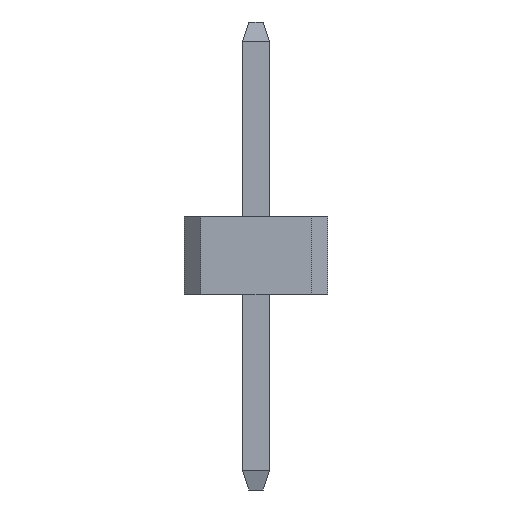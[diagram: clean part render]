
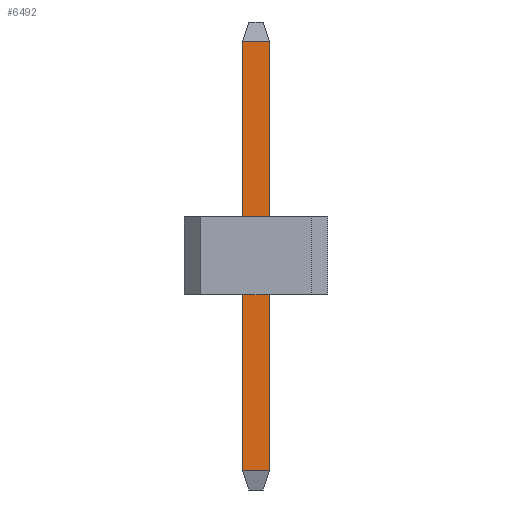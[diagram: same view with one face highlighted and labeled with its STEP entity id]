
A CAD part, front view. The second image highlights one B-rep face of the part: STEP entity #6492.
In plain terms, the highlighted face is planar.
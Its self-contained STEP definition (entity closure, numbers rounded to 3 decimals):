
#6139 = PLANE('',#6140);
#6140 = AXIS2_PLACEMENT_3D('',#6141,#6142,#6143);
#6141 = CARTESIAN_POINT('',(9.95,0.21,-3.));
#6142 = DIRECTION('',(0.,1.,0.));
#6143 = DIRECTION('',(1.,0.,0.));
#6164 = VERTEX_POINT('',#6165);
#6165 = CARTESIAN_POINT('',(10.37,0.21,3.9));
#6191 = EDGE_CURVE('',#6192,#6164,#6194,.T.);
#6192 = VERTEX_POINT('',#6193);
#6193 = CARTESIAN_POINT('',(10.37,0.21,-2.7));
#6194 = SURFACE_CURVE('',#6195,(#6199,#6206),.PCURVE_S1.);
#6195 = LINE('',#6196,#6197);
#6196 = CARTESIAN_POINT('',(10.37,0.21,-3.));
#6197 = VECTOR('',#6198,1.);
#6198 = DIRECTION('',(0.,0.,1.));
#6199 = PCURVE('',#6139,#6200);
#6200 = DEFINITIONAL_REPRESENTATION('',(#6201),#6205);
#6201 = LINE('',#6202,#6203);
#6202 = CARTESIAN_POINT('',(0.42,0.));
#6203 = VECTOR('',#6204,1.);
#6204 = DIRECTION('',(0.,-1.));
#6205 = ( GEOMETRIC_REPRESENTATION_CONTEXT(2) 
PARAMETRIC_REPRESENTATION_CONTEXT() REPRESENTATION_CONTEXT('2D SPACE',''
  ) );
#6206 = PCURVE('',#6207,#6212);
#6207 = PLANE('',#6208);
#6208 = AXIS2_PLACEMENT_3D('',#6209,#6210,#6211);
#6209 = CARTESIAN_POINT('',(10.37,0.21,-3.));
#6210 = DIRECTION('',(1.,0.,0.));
#6211 = DIRECTION('',(0.,-1.,0.));
#6212 = DEFINITIONAL_REPRESENTATION('',(#6213),#6217);
#6213 = LINE('',#6214,#6215);
#6214 = CARTESIAN_POINT('',(0.,0.));
#6215 = VECTOR('',#6216,1.);
#6216 = DIRECTION('',(0.,-1.));
#6217 = ( GEOMETRIC_REPRESENTATION_CONTEXT(2) 
PARAMETRIC_REPRESENTATION_CONTEXT() REPRESENTATION_CONTEXT('2D SPACE',''
  ) );
#6266 = PLANE('',#6267);
#6267 = AXIS2_PLACEMENT_3D('',#6268,#6269,#6270);
#6268 = CARTESIAN_POINT('',(10.37,-0.21,-3.));
#6269 = DIRECTION('',(0.,-1.,0.));
#6270 = DIRECTION('',(-1.,0.,0.));
#6374 = PLANE('',#6375);
#6375 = AXIS2_PLACEMENT_3D('',#6376,#6377,#6378);
#6376 = CARTESIAN_POINT('',(10.32,0.21,-2.85));
#6377 = DIRECTION('',(-0.949,0.,0.316
    ));
#6378 = DIRECTION('',(0.,1.,0.));
#6455 = PLANE('',#6456);
#6456 = AXIS2_PLACEMENT_3D('',#6457,#6458,#6459);
#6457 = CARTESIAN_POINT('',(10.32,0.21,4.05));
#6458 = DIRECTION('',(0.949,0.,0.316
    ));
#6459 = DIRECTION('',(0.,1.,0.));
#6492 = ADVANCED_FACE('',(#6493),#6207,.T.);
#6493 = FACE_BOUND('',#6494,.T.);
#6494 = EDGE_LOOP('',(#6495,#6496,#6519,#6542));
#6495 = ORIENTED_EDGE('',*,*,#6191,.T.);
#6496 = ORIENTED_EDGE('',*,*,#6497,.T.);
#6497 = EDGE_CURVE('',#6164,#6498,#6500,.T.);
#6498 = VERTEX_POINT('',#6499);
#6499 = CARTESIAN_POINT('',(10.37,-0.21,3.9));
#6500 = SURFACE_CURVE('',#6501,(#6505,#6512),.PCURVE_S1.);
#6501 = LINE('',#6502,#6503);
#6502 = CARTESIAN_POINT('',(10.37,0.21,3.9));
#6503 = VECTOR('',#6504,1.);
#6504 = DIRECTION('',(0.,-1.,0.));
#6505 = PCURVE('',#6207,#6506);
#6506 = DEFINITIONAL_REPRESENTATION('',(#6507),#6511);
#6507 = LINE('',#6508,#6509);
#6508 = CARTESIAN_POINT('',(0.,-6.9));
#6509 = VECTOR('',#6510,1.);
#6510 = DIRECTION('',(1.,0.));
#6511 = ( GEOMETRIC_REPRESENTATION_CONTEXT(2) 
PARAMETRIC_REPRESENTATION_CONTEXT() REPRESENTATION_CONTEXT('2D SPACE',''
  ) );
#6512 = PCURVE('',#6455,#6513);
#6513 = DEFINITIONAL_REPRESENTATION('',(#6514),#6518);
#6514 = LINE('',#6515,#6516);
#6515 = CARTESIAN_POINT('',(0.,-0.158));
#6516 = VECTOR('',#6517,1.);
#6517 = DIRECTION('',(-1.,0.));
#6518 = ( GEOMETRIC_REPRESENTATION_CONTEXT(2) 
PARAMETRIC_REPRESENTATION_CONTEXT() REPRESENTATION_CONTEXT('2D SPACE',''
  ) );
#6519 = ORIENTED_EDGE('',*,*,#6520,.F.);
#6520 = EDGE_CURVE('',#6521,#6498,#6523,.T.);
#6521 = VERTEX_POINT('',#6522);
#6522 = CARTESIAN_POINT('',(10.37,-0.21,-2.7));
#6523 = SURFACE_CURVE('',#6524,(#6528,#6535),.PCURVE_S1.);
#6524 = LINE('',#6525,#6526);
#6525 = CARTESIAN_POINT('',(10.37,-0.21,-3.));
#6526 = VECTOR('',#6527,1.);
#6527 = DIRECTION('',(0.,0.,1.));
#6528 = PCURVE('',#6207,#6529);
#6529 = DEFINITIONAL_REPRESENTATION('',(#6530),#6534);
#6530 = LINE('',#6531,#6532);
#6531 = CARTESIAN_POINT('',(0.42,0.));
#6532 = VECTOR('',#6533,1.);
#6533 = DIRECTION('',(0.,-1.));
#6534 = ( GEOMETRIC_REPRESENTATION_CONTEXT(2) 
PARAMETRIC_REPRESENTATION_CONTEXT() REPRESENTATION_CONTEXT('2D SPACE',''
  ) );
#6535 = PCURVE('',#6266,#6536);
#6536 = DEFINITIONAL_REPRESENTATION('',(#6537),#6541);
#6537 = LINE('',#6538,#6539);
#6538 = CARTESIAN_POINT('',(0.,0.));
#6539 = VECTOR('',#6540,1.);
#6540 = DIRECTION('',(0.,-1.));
#6541 = ( GEOMETRIC_REPRESENTATION_CONTEXT(2) 
PARAMETRIC_REPRESENTATION_CONTEXT() REPRESENTATION_CONTEXT('2D SPACE',''
  ) );
#6542 = ORIENTED_EDGE('',*,*,#6543,.F.);
#6543 = EDGE_CURVE('',#6192,#6521,#6544,.T.);
#6544 = SURFACE_CURVE('',#6545,(#6549,#6556),.PCURVE_S1.);
#6545 = LINE('',#6546,#6547);
#6546 = CARTESIAN_POINT('',(10.37,0.21,-2.7));
#6547 = VECTOR('',#6548,1.);
#6548 = DIRECTION('',(0.,-1.,0.));
#6549 = PCURVE('',#6207,#6550);
#6550 = DEFINITIONAL_REPRESENTATION('',(#6551),#6555);
#6551 = LINE('',#6552,#6553);
#6552 = CARTESIAN_POINT('',(0.,-0.3));
#6553 = VECTOR('',#6554,1.);
#6554 = DIRECTION('',(1.,0.));
#6555 = ( GEOMETRIC_REPRESENTATION_CONTEXT(2) 
PARAMETRIC_REPRESENTATION_CONTEXT() REPRESENTATION_CONTEXT('2D SPACE',''
  ) );
#6556 = PCURVE('',#6374,#6557);
#6557 = DEFINITIONAL_REPRESENTATION('',(#6558),#6562);
#6558 = LINE('',#6559,#6560);
#6559 = CARTESIAN_POINT('',(0.,-0.158));
#6560 = VECTOR('',#6561,1.);
#6561 = DIRECTION('',(-1.,0.));
#6562 = ( GEOMETRIC_REPRESENTATION_CONTEXT(2) 
PARAMETRIC_REPRESENTATION_CONTEXT() REPRESENTATION_CONTEXT('2D SPACE',''
  ) );
